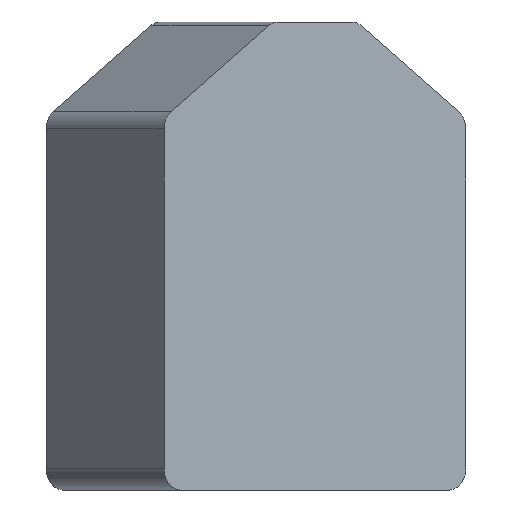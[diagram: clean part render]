
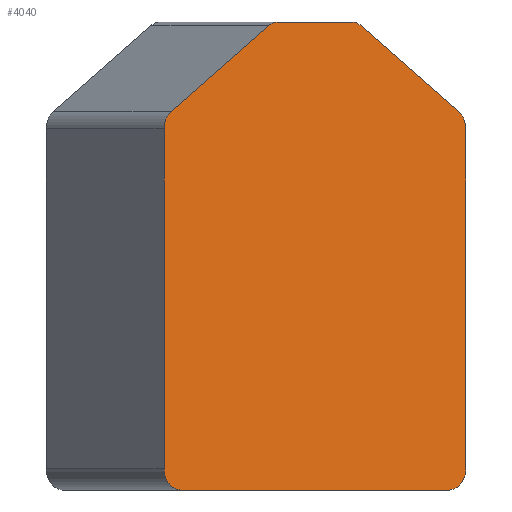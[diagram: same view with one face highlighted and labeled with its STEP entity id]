
A CAD part, front view. The second image highlights one B-rep face of the part: STEP entity #4040.
In plain terms, the highlighted face is planar.
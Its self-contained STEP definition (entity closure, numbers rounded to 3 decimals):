
#60=CARTESIAN_POINT('',(-27.412,83.478,-163.548));
#70=DIRECTION('',(0.,0.,-1.));
#80=VECTOR('',#70,1.);
#90=LINE('',#60,#80);
#100=CARTESIAN_POINT('',(-27.412,83.478,
-163.548));
#110=VERTEX_POINT('',#100);
#120=CARTESIAN_POINT('',(-27.412,83.478,
-195.5));
#130=VERTEX_POINT('',#120);
#140=EDGE_CURVE('',#110,#130,#90,.T.);
#460=CARTESIAN_POINT('',(-29.144,82.478,-195.5));
#470=DIRECTION('',(0.5,-0.866,
0.));
#480=DIRECTION('',(0.,0.,-1.));
#490=AXIS2_PLACEMENT_3D('',#460,#470,#480);
#500=CIRCLE('',#490,2.);
#510=CARTESIAN_POINT('',(-29.144,82.478,-197.5));
#520=VERTEX_POINT('',#510);
#530=EDGE_CURVE('',#520,#130,#500,.T.);
#790=CARTESIAN_POINT('',(-29.144,82.478,-197.5));
#800=DIRECTION('',(-0.866,-0.5,0.));
#810=VECTOR('',#800,1.);
#820=LINE('',#790,#810);
#830=CARTESIAN_POINT('',(-56.856,66.478,-197.5));
#840=VERTEX_POINT('',#830);
#850=EDGE_CURVE('',#520,#840,#820,.T.);
#1100=CARTESIAN_POINT('',(-56.856,66.478,-195.5));
#1110=DIRECTION('',(0.5,-0.866,
0.));
#1120=DIRECTION('',(-0.866,-0.5,
0.));
#1130=AXIS2_PLACEMENT_3D('',#1100,#1110,#1120);
#1140=CIRCLE('',#1130,2.);
#1150=CARTESIAN_POINT('',(-58.588,65.478,
-195.5));
#1160=VERTEX_POINT('',#1150);
#1170=EDGE_CURVE('',#1160,#840,#1140,.T.);
#1430=CARTESIAN_POINT('',(-58.588,65.478,-195.5));
#1440=DIRECTION('',(0.,0.,1.));
#1450=VECTOR('',#1440,1.);
#1460=LINE('',#1430,#1450);
#1470=CARTESIAN_POINT('',(-58.588,65.478,
-163.548));
#1480=VERTEX_POINT('',#1470);
#1490=EDGE_CURVE('',#1160,#1480,#1460,.T.);
#1740=CARTESIAN_POINT('',(-56.856,66.478,
-163.548));
#1750=DIRECTION('',(0.5,-0.866,
0.));
#1760=DIRECTION('',(-0.493,-0.285,
0.822));
#1770=AXIS2_PLACEMENT_3D('',#1740,#1750,#1760);
#1780=CIRCLE('',#1770,2.);
#1790=CARTESIAN_POINT('',(-57.842,65.909,
-161.904));
#1800=VERTEX_POINT('',#1790);
#1810=EDGE_CURVE('',#1800,#1480,#1780,.T.);
#2070=CARTESIAN_POINT('',(-47.775,71.721,
-153.856));
#2080=DIRECTION('',(-0.712,-0.411,
-0.569));
#2090=VECTOR('',#2080,1.);
#2100=LINE('',#2070,#2090);
#2110=CARTESIAN_POINT('',(-47.775,71.721,
-153.856));
#2120=VERTEX_POINT('',#2110);
#2130=EDGE_CURVE('',#2120,#1800,#2100,.T.);
#2380=CARTESIAN_POINT('',(-46.789,72.291,-155.5));
#2390=DIRECTION('',(0.5,-0.866,
0.));
#2400=DIRECTION('',(0.,0.,1.));
#2410=AXIS2_PLACEMENT_3D('',#2380,#2390,#2400);
#2420=CIRCLE('',#2410,2.);
#2430=CARTESIAN_POINT('',(-46.789,72.291,-153.5));
#2440=VERTEX_POINT('',#2430);
#2450=EDGE_CURVE('',#2440,#2120,#2420,.T.);
#2710=CARTESIAN_POINT('',(-46.789,72.291,-153.5));
#2720=DIRECTION('',(0.866,0.5,0.));
#2730=VECTOR('',#2720,1.);
#2740=LINE('',#2710,#2730);
#2750=CARTESIAN_POINT('',(-39.211,76.666,-153.5));
#2760=VERTEX_POINT('',#2750);
#2770=EDGE_CURVE('',#2440,#2760,#2740,.T.);
#3020=CARTESIAN_POINT('',(-39.211,76.666,-155.5));
#3030=DIRECTION('',(0.5,-0.866,
0.));
#3040=DIRECTION('',(0.493,0.285,
0.822));
#3050=AXIS2_PLACEMENT_3D('',#3020,#3030,#3040);
#3060=CIRCLE('',#3050,2.);
#3070=CARTESIAN_POINT('',(-38.225,77.235,
-153.856));
#3080=VERTEX_POINT('',#3070);
#3090=EDGE_CURVE('',#3080,#2760,#3060,.T.);
#3350=CARTESIAN_POINT('',(-28.158,83.047,
-161.904));
#3360=DIRECTION('',(-0.712,-0.411,
0.569));
#3370=VECTOR('',#3360,1.);
#3380=LINE('',#3350,#3370);
#3390=CARTESIAN_POINT('',(-28.158,83.047,
-161.904));
#3400=VERTEX_POINT('',#3390);
#3410=EDGE_CURVE('',#3400,#3080,#3380,.T.);
#3660=CARTESIAN_POINT('',(-29.144,82.478,
-163.548));
#3670=DIRECTION('',(0.5,-0.866,
0.));
#3680=DIRECTION('',(0.866,0.5,
0.));
#3690=AXIS2_PLACEMENT_3D('',#3660,#3670,#3680);
#3700=CIRCLE('',#3690,2.);
#3710=EDGE_CURVE('',#110,#3400,#3700,.T.);
#3850=CARTESIAN_POINT('',(-43.,74.478,0.));
#3860=DIRECTION('',(0.5,-0.866,0.));
#3870=DIRECTION('',(-0.866,-0.5,0.));
#3880=AXIS2_PLACEMENT_3D('',#3850,#3860,#3870);
#3890=PLANE('',#3880);
#3900=ORIENTED_EDGE('',*,*,#530,.T.);
#3910=ORIENTED_EDGE('',*,*,#850,.F.);
#3920=ORIENTED_EDGE('',*,*,#1170,.T.);
#3930=ORIENTED_EDGE('',*,*,#1490,.F.);
#3940=ORIENTED_EDGE('',*,*,#1810,.T.);
#3950=ORIENTED_EDGE('',*,*,#2130,.T.);
#3960=ORIENTED_EDGE('',*,*,#2450,.T.);
#3970=ORIENTED_EDGE('',*,*,#2770,.F.);
#3980=ORIENTED_EDGE('',*,*,#3090,.T.);
#3990=ORIENTED_EDGE('',*,*,#3410,.T.);
#4000=ORIENTED_EDGE('',*,*,#3710,.T.);
#4010=ORIENTED_EDGE('',*,*,#140,.F.);
#4020=EDGE_LOOP('',(#4010,#4000,#3990,#3980,#3970,#3960,#3950,#3940,
#3930,#3920,#3910,#3900));
#4030=FACE_OUTER_BOUND('',#4020,.T.);
#4040=ADVANCED_FACE('',(#4030),#3890,.T.);
